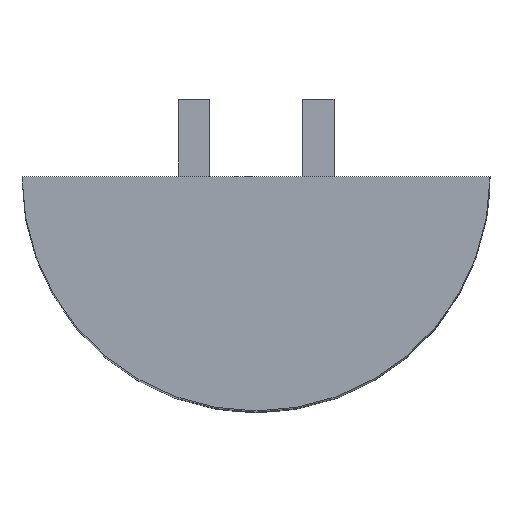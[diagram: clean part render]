
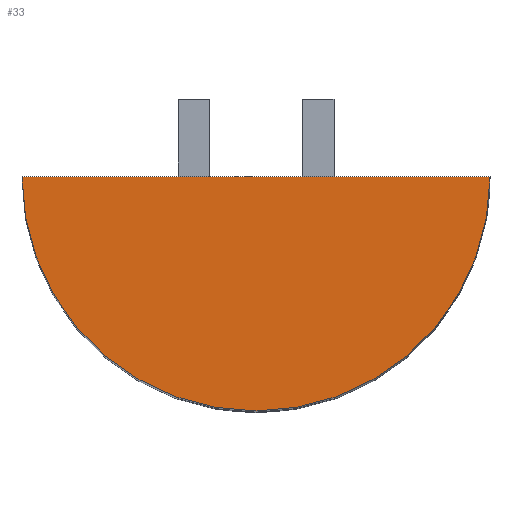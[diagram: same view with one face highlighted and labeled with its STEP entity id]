
A CAD part, top view. The second image highlights one B-rep face of the part: STEP entity #33.
In plain terms, the highlighted planar face has unit normal (0, 0, 1).
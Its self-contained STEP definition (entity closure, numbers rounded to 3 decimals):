
#33 = ADVANCED_FACE ( 'NONE', ( #1182 ), #1599, .T. ) ;
#38 = ORIENTED_EDGE ( 'NONE', *, *, #1044, .T. ) ;
#108 = AXIS2_PLACEMENT_3D ( 'NONE', #385, #1249, #1221 ) ;
#258 = CIRCLE ( 'NONE', #108, 15. ) ;
#274 = CARTESIAN_POINT ( 'NONE',  ( -15., 0., 35. ) ) ;
#385 = CARTESIAN_POINT ( 'NONE',  ( 0., 0., 35. ) ) ;
#453 = DIRECTION ( 'NONE',  ( -1., 0., 0. ) ) ;
#468 = VECTOR ( 'NONE', #453, 1000. ) ;
#846 = AXIS2_PLACEMENT_3D ( 'NONE', #1413, #2036, #2058 ) ;
#1044 = EDGE_CURVE ( 'NONE', #1297, #1996, #258, .T. ) ;
#1182 = FACE_OUTER_BOUND ( 'NONE', #1938, .T. ) ;
#1221 = DIRECTION ( 'NONE',  ( 1., 0., 0. ) ) ;
#1249 = DIRECTION ( 'NONE',  ( 0., 0., 1. ) ) ;
#1297 = VERTEX_POINT ( 'NONE', #1955 ) ;
#1408 = ORIENTED_EDGE ( 'NONE', *, *, #1826, .T. ) ;
#1413 = CARTESIAN_POINT ( 'NONE',  ( 0., 0., 35. ) ) ;
#1599 = PLANE ( 'NONE',  #846 ) ;
#1826 = EDGE_CURVE ( 'NONE', #1996, #1297, #1831, .T. ) ;
#1831 = LINE ( 'NONE', #274, #468 ) ;
#1925 = CARTESIAN_POINT ( 'NONE',  ( 15., 0., 35. ) ) ;
#1938 = EDGE_LOOP ( 'NONE', ( #38, #1408 ) ) ;
#1955 = CARTESIAN_POINT ( 'NONE',  ( -15., 0., 35. ) ) ;
#1996 = VERTEX_POINT ( 'NONE', #1925 ) ;
#2036 = DIRECTION ( 'NONE',  ( 0., 0., 1. ) ) ;
#2058 = DIRECTION ( 'NONE',  ( 1., 0., 0. ) ) ;
